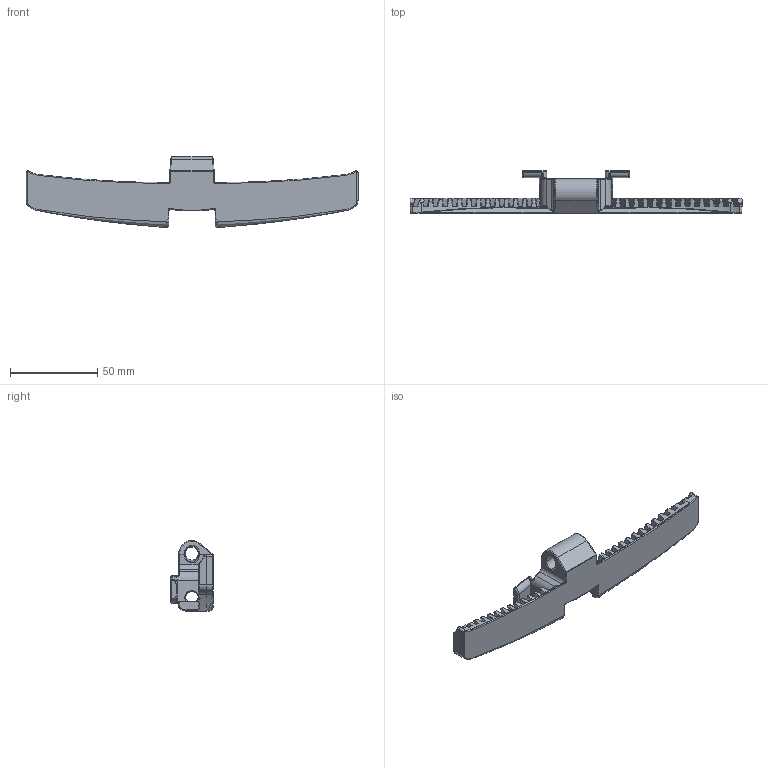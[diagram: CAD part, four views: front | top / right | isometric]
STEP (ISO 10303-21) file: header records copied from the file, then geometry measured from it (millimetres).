
FILE_DESCRIPTION((''),'2;1');
FILE_NAME('P1645','2024-05-23T08:59:36',('joakim.vodder'),(''),'CREO PARAMETRIC BY PTC INC, 2023134','CREO PARAMETRIC BY PTC INC, 2023134','');
FILE_SCHEMA(('AUTOMOTIVE_DESIGN { 1 0 10303 214 1 1 1 1 }'));
Products named in the file (1): P1645
Bounding box: 190.5 x 24.6 x 40.68 mm (x, y, z)
Volume: 35523.5 mm3; surface area: 20781.2 mm2
Topology: 1 solids, 1 shells, 1686 faces, 4162 edges, 2500 vertices
Faces by surface type: plane 647, cylinder 473, bspline 364, sphere 96, torus 87, cone 17, extrusion 2
Entity records: 87913 total; most frequent: CARTESIAN_POINT 38532, ORIENTED_EDGE 8320, DIRECTION 6779, PRESENTATION_STYLE_ASSIGNMENT 4161, STYLED_ITEM 4161, CURVE_STYLE 4160, EDGE_CURVE 4160, VERTEX_POINT 2500
